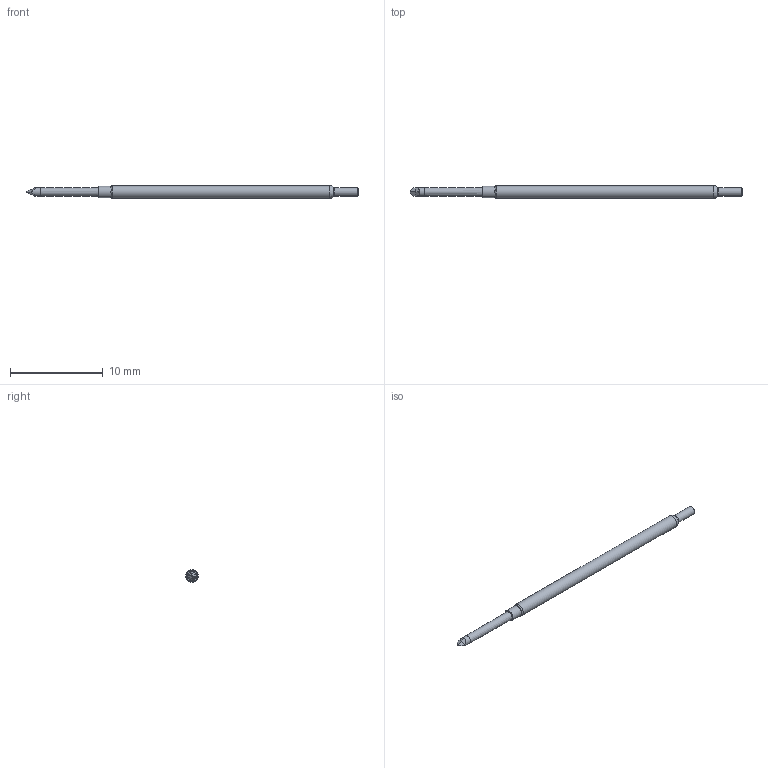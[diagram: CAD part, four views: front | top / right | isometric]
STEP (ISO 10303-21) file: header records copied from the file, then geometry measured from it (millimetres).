
FILE_DESCRIPTION (( 'STEP AP214' ), '1' );
FILE_NAME ('X75-256R.STEP', '2020-04-16T14:12:23', ( '' ), ( '' ), 'SwSTEP 2.0', 'SolidWorks 2019', '' );
FILE_SCHEMA (( 'AUTOMOTIVE_DESIGN' ));
Length unit declared in the file: inch
Products named in the file (1): X75-256R
Bounding box: 35.81 x 1.37 x 1.37 mm (x, y, z)
Volume: 43.4 mm3; surface area: 139 mm2
Topology: 1 solids, 1 shells, 22 faces, 48 edges, 29 vertices
Faces by surface type: bspline 8, cylinder 4, torus 4, plane 3, cone 3
Full cylindrical faces by diameter (mm): 0.917 x1, 0.922 x1, 1.232 x1, 1.367 x1
Entity records: 1888 total; most frequent: CARTESIAN_POINT 1203, ORIENTED_EDGE 68, DIRECTION 54, EDGE_LOOP 34, EDGE_CURVE 34, FACE_OUTER_BOUND 30, AXIS2_PLACEMENT_3D 27, VERTEX_POINT 26
